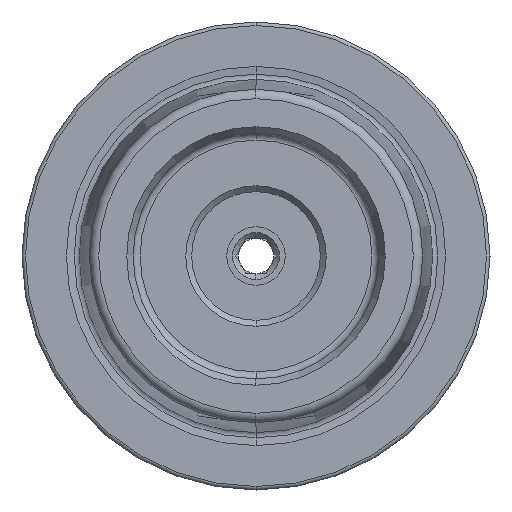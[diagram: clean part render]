
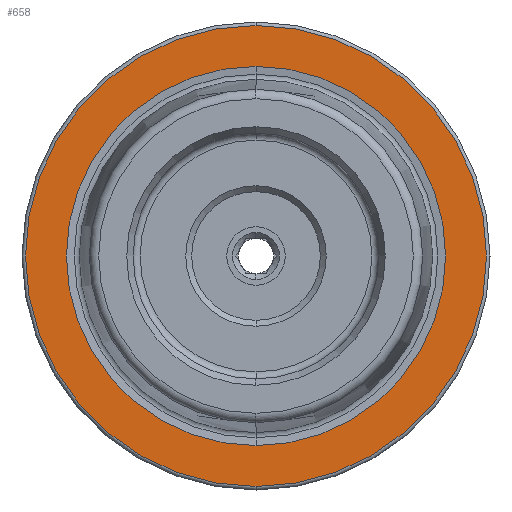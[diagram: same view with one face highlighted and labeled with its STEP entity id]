
A CAD part, left-side view. The second image highlights one B-rep face of the part: STEP entity #658.
In plain terms, the highlighted planar face has unit normal (-1, 0, 0).
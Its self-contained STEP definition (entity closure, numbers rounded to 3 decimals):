
#422 = DIRECTION ( 'NONE',  ( 0., 0., 1. ) ) ;
#495 = AXIS2_PLACEMENT_3D ( 'NONE', #3909, #1310, #4355 ) ;
#614 = EDGE_CURVE ( 'NONE', #814, #3560, #4573, .T. ) ;
#658 = ADVANCED_FACE ( 'NONE', ( #3095, #1934 ), #3839, .F. ) ;
#742 = VERTEX_POINT ( 'NONE', #1776 ) ;
#814 = VERTEX_POINT ( 'NONE', #5204 ) ;
#918 = ORIENTED_EDGE ( 'NONE', *, *, #2669, .T. ) ;
#1028 = CIRCLE ( 'NONE', #2627, 19.7 ) ;
#1215 = DIRECTION ( 'NONE',  ( -1., 0., 0. ) ) ;
#1310 = DIRECTION ( 'NONE',  ( -1., 0., 0. ) ) ;
#1336 = DIRECTION ( 'NONE',  ( 0., 0., -1. ) ) ;
#1355 = EDGE_LOOP ( 'NONE', ( #918, #3353 ) ) ;
#1747 = CIRCLE ( 'NONE', #495, 16.207 ) ;
#1758 = AXIS2_PLACEMENT_3D ( 'NONE', #4678, #1760, #1336 ) ;
#1760 = DIRECTION ( 'NONE',  ( 1., 0., 0. ) ) ;
#1776 = CARTESIAN_POINT ( 'NONE',  ( 0., 0., 19.7 ) ) ;
#1802 = EDGE_LOOP ( 'NONE', ( #4984, #3686 ) ) ;
#1934 = FACE_OUTER_BOUND ( 'NONE', #1355, .T. ) ;
#2145 = DIRECTION ( 'NONE',  ( -1., 0., 0. ) ) ;
#2237 = CARTESIAN_POINT ( 'NONE',  ( 0., 0., -16.207 ) ) ;
#2627 = AXIS2_PLACEMENT_3D ( 'NONE', #5612, #3000, #422 ) ;
#2669 = EDGE_CURVE ( 'NONE', #742, #5598, #4915, .T. ) ;
#3000 = DIRECTION ( 'NONE',  ( -1., 0., 0. ) ) ;
#3044 = AXIS2_PLACEMENT_3D ( 'NONE', #4761, #2145, #5189 ) ;
#3095 = FACE_BOUND ( 'NONE', #1802, .T. ) ;
#3353 = ORIENTED_EDGE ( 'NONE', *, *, #3937, .T. ) ;
#3560 = VERTEX_POINT ( 'NONE', #2237 ) ;
#3686 = ORIENTED_EDGE ( 'NONE', *, *, #5539, .F. ) ;
#3817 = DIRECTION ( 'NONE',  ( 0., 0., 1. ) ) ;
#3839 = PLANE ( 'NONE',  #1758 ) ;
#3909 = CARTESIAN_POINT ( 'NONE',  ( 0., 0., 0. ) ) ;
#3937 = EDGE_CURVE ( 'NONE', #5598, #742, #1028, .T. ) ;
#3946 = CARTESIAN_POINT ( 'NONE',  ( 0., 0., -19.7 ) ) ;
#4260 = CARTESIAN_POINT ( 'NONE',  ( 0., 0., 0. ) ) ;
#4355 = DIRECTION ( 'NONE',  ( 0., 0., 1. ) ) ;
#4573 = CIRCLE ( 'NONE', #4790, 16.207 ) ;
#4678 = CARTESIAN_POINT ( 'NONE',  ( 0., 19.7, 0. ) ) ;
#4761 = CARTESIAN_POINT ( 'NONE',  ( 0., 0., 0. ) ) ;
#4790 = AXIS2_PLACEMENT_3D ( 'NONE', #4260, #1215, #3817 ) ;
#4915 = CIRCLE ( 'NONE', #3044, 19.7 ) ;
#4984 = ORIENTED_EDGE ( 'NONE', *, *, #614, .F. ) ;
#5189 = DIRECTION ( 'NONE',  ( 0., 0., 1. ) ) ;
#5204 = CARTESIAN_POINT ( 'NONE',  ( 0., 0., 16.207 ) ) ;
#5539 = EDGE_CURVE ( 'NONE', #3560, #814, #1747, .T. ) ;
#5598 = VERTEX_POINT ( 'NONE', #3946 ) ;
#5612 = CARTESIAN_POINT ( 'NONE',  ( 0., 0., 0. ) ) ;
